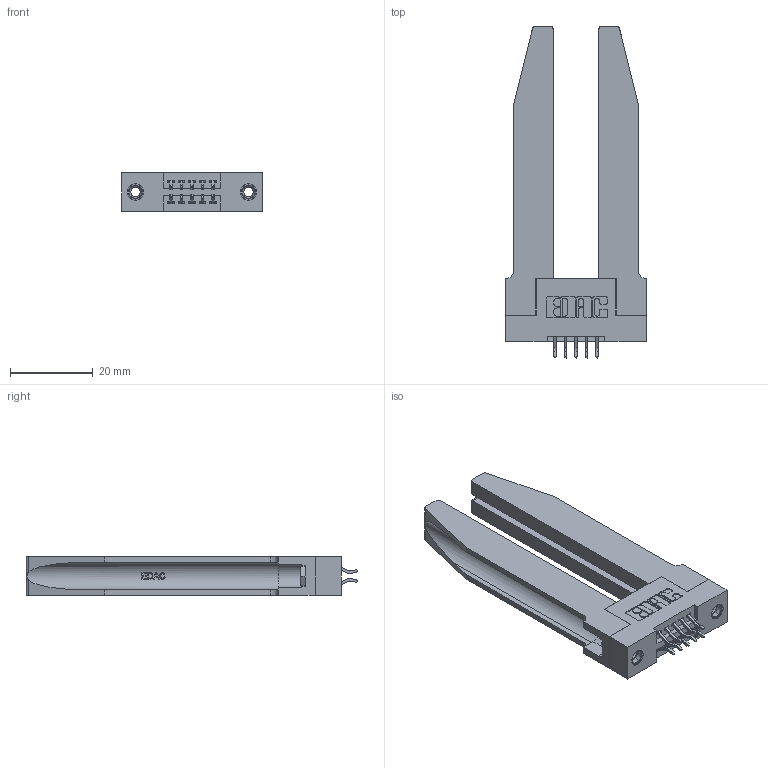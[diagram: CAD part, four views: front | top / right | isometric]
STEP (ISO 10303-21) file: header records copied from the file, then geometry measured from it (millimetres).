
FILE_DESCRIPTION (( 'STEP AP203' ), '1' );
FILE_NAME ('395-010-556-278.STEP', '2019-10-15T12:03:57', ( '' ), ( '' ), 'SwSTEP 2.0', 'SolidWorks 2016', '' );
FILE_SCHEMA (( 'CONFIG_CONTROL_DESIGN' ));
Length unit declared in the file: inch
Products named in the file (5): 395-010-556-278; 345 Part_Flush Mounting Lugs - 0.156 Dia-TH; 345-292-001_556 Tail; 345-250-001_345-250-001-102; 345-220-078_345-220-078
Assembly tree (15 placements, depth 2):
  395-010-556-278
    345 Part_Flush Mounting Lugs - 0.156 Dia-TH
    345-292-001_556 Tail  x10
    345-250-001_345-250-001-102  x2
    345-220-078_345-220-078  x2
Bounding box: 33.93 x 80.2 x 9.4 mm (x, y, z)
Volume: 10723 mm3; surface area: 10477.5 mm2
Topology: 15 solids, 15 shells, 920 faces, 2619 edges, 1722 vertices
Faces by surface type: plane 592, cylinder 276, bspline 36, cone 12, torus 4
Entity records: 13864 total; most frequent: CARTESIAN_POINT 3291, ORIENTED_EDGE 2110, DIRECTION 1929, EDGE_CURVE 1055, VECTOR 801, LINE 801, VERTEX_POINT 696, AXIS2_PLACEMENT_3D 564
